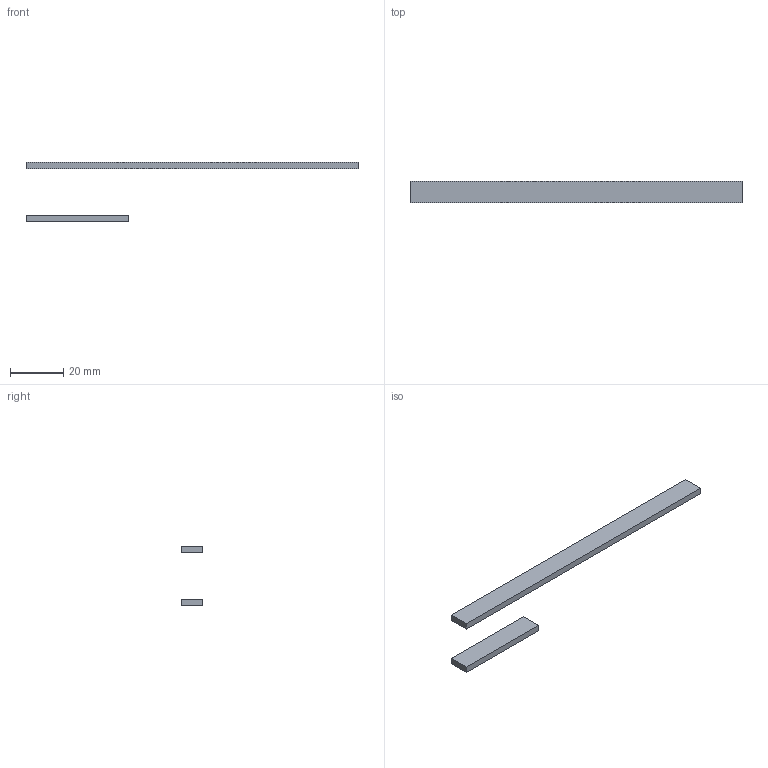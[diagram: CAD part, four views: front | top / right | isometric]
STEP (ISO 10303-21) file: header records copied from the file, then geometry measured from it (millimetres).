
FILE_DESCRIPTION(/* description */ (''),/* implementation_level */ '2;1');
FILE_NAME(/* name */ 'DMD_fancy_support_optional.step',/* time_stamp */ '2024-02-25T22:51:14+01:00',/* author */ (''),/* organization */ (''),/* preprocessor_version */ 'ST-DEVELOPER v20',/* originating_system */ 'Autodesk Translation Framework v12.20.1.177',/* authorisation */ '');
FILE_SCHEMA (('AUTOMOTIVE_DESIGN { 1 0 10303 214 3 1 1 }'));
Length unit declared in the file: millimetre
Products named in the file (1): fancy_support_optional
Bounding box: 125 x 8 x 22.5 mm (x, y, z)
Volume: 3270 mm3; surface area: 3513.5 mm2
Topology: 2 solids, 2 shells, 12 faces, 24 edges, 16 vertices
Faces by surface type: plane 12
Entity records: 340 total; most frequent: CARTESIAN_POINT 53, DIRECTION 50, ORIENTED_EDGE 48, LINE 24, VECTOR 24, EDGE_CURVE 24, VERTEX_POINT 16, AXIS2_PLACEMENT_3D 13
